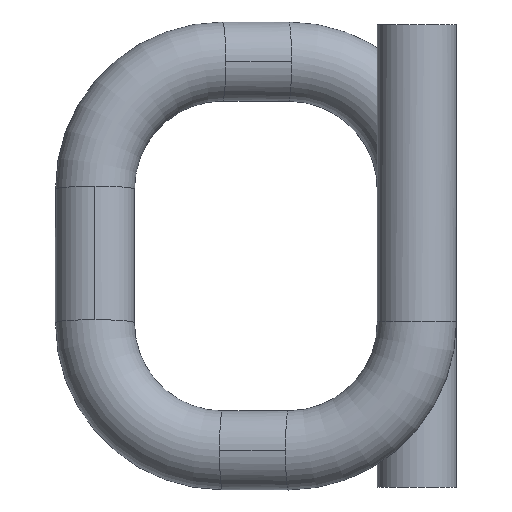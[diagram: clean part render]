
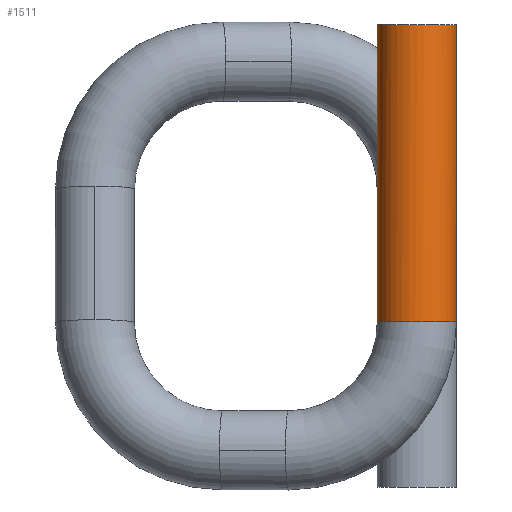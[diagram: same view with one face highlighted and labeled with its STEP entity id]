
A CAD part, left-side view. The second image highlights one B-rep face of the part: STEP entity #1511.
In plain terms, the highlighted cylindrical face has radius 0.196 mm (diameter 0.391 mm), a partial arc.
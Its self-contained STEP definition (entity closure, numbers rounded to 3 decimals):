
#71 = EDGE_CURVE ( 'NONE', #1992, #1997, #2607, .T. ) ;
#141 = ORIENTED_EDGE ( 'NONE', *, *, #71, .T. ) ;
#211 = ORIENTED_EDGE ( 'NONE', *, *, #2187, .T. ) ;
#263 = CARTESIAN_POINT ( 'NONE',  ( 0., -0.196, -1.284 ) ) ;
#273 = ORIENTED_EDGE ( 'NONE', *, *, #1905, .T. ) ;
#465 = EDGE_CURVE ( 'NONE', #3264, #3109, #2974, .T. ) ;
#467 = CARTESIAN_POINT ( 'NONE',  ( 0., 0., -1.284 ) ) ;
#513 = DIRECTION ( 'NONE',  ( 0., -1., 0. ) ) ;
#647 = FACE_OUTER_BOUND ( 'NONE', #3425, .T. ) ;
#702 = VECTOR ( 'NONE', #2044, 1000. ) ;
#703 = CARTESIAN_POINT ( 'NONE',  ( 0., 0.196, -1.284 ) ) ;
#817 = DIRECTION ( 'NONE',  ( 0., -1., 0. ) ) ;
#821 = CIRCLE ( 'NONE', #851, 0.196 ) ;
#851 = AXIS2_PLACEMENT_3D ( 'NONE', #1508, #3855, #1829 ) ;
#899 = EDGE_CURVE ( 'NONE', #3264, #1992, #2242, .T. ) ;
#951 = AXIS2_PLACEMENT_3D ( 'NONE', #1510, #3534, #513 ) ;
#980 = AXIS2_PLACEMENT_3D ( 'NONE', #1479, #3834, #1809 ) ;
#1318 = VERTEX_POINT ( 'NONE', #2714 ) ;
#1479 = CARTESIAN_POINT ( 'NONE',  ( 0., 0., -1.284 ) ) ;
#1508 = CARTESIAN_POINT ( 'NONE',  ( 0., 0., 0.183 ) ) ;
#1510 = CARTESIAN_POINT ( 'NONE',  ( 0., 0., -1.284 ) ) ;
#1511 = ADVANCED_FACE ( 'NONE', ( #647 ), #2000, .T. ) ;
#1651 = ORIENTED_EDGE ( 'NONE', *, *, #465, .F. ) ;
#1809 = DIRECTION ( 'NONE',  ( 0., -1., 0. ) ) ;
#1829 = DIRECTION ( 'NONE',  ( 0., -1., 0. ) ) ;
#1905 = EDGE_CURVE ( 'NONE', #1318, #3109, #821, .T. ) ;
#1992 = VERTEX_POINT ( 'NONE', #3291 ) ;
#1997 = VERTEX_POINT ( 'NONE', #263 ) ;
#2000 = CYLINDRICAL_SURFACE ( 'NONE', #951, 0.196 ) ;
#2026 = AXIS2_PLACEMENT_3D ( 'NONE', #467, #2810, #817 ) ;
#2044 = DIRECTION ( 'NONE',  ( 0., 0., 1. ) ) ;
#2187 = EDGE_CURVE ( 'NONE', #1997, #1318, #2483, .T. ) ;
#2242 = CIRCLE ( 'NONE', #980, 0.196 ) ;
#2483 = LINE ( 'NONE', #3755, #702 ) ;
#2607 = CIRCLE ( 'NONE', #2026, 0.196 ) ;
#2714 = CARTESIAN_POINT ( 'NONE',  ( 0., -0.196, 0.183 ) ) ;
#2810 = DIRECTION ( 'NONE',  ( 0., 0., 1. ) ) ;
#2974 = LINE ( 'NONE', #703, #3794 ) ;
#3109 = VERTEX_POINT ( 'NONE', #3522 ) ;
#3264 = VERTEX_POINT ( 'NONE', #3326 ) ;
#3291 = CARTESIAN_POINT ( 'NONE',  ( -0.015, -0.195, -1.284 ) ) ;
#3326 = CARTESIAN_POINT ( 'NONE',  ( 0., 0.196, -1.284 ) ) ;
#3425 = EDGE_LOOP ( 'NONE', ( #1651, #3433, #141, #211, #273 ) ) ;
#3433 = ORIENTED_EDGE ( 'NONE', *, *, #899, .T. ) ;
#3522 = CARTESIAN_POINT ( 'NONE',  ( 0., 0.196, 0.183 ) ) ;
#3534 = DIRECTION ( 'NONE',  ( 0., 0., 1. ) ) ;
#3732 = DIRECTION ( 'NONE',  ( 0., 0., 1. ) ) ;
#3755 = CARTESIAN_POINT ( 'NONE',  ( 0., -0.196, -1.284 ) ) ;
#3794 = VECTOR ( 'NONE', #3732, 1000. ) ;
#3834 = DIRECTION ( 'NONE',  ( 0., 0., 1. ) ) ;
#3855 = DIRECTION ( 'NONE',  ( 0., 0., -1. ) ) ;
